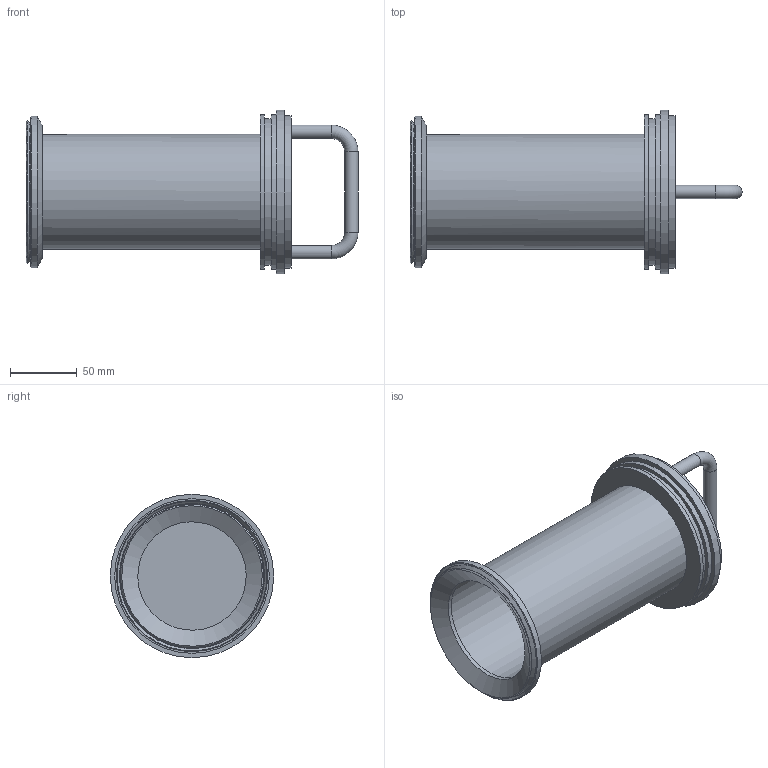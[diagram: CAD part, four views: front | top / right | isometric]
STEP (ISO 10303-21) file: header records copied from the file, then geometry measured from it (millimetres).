
FILE_DESCRIPTION((''),'2;1');
FILE_NAME('60302080X300.stp','2010-10-29T10:51:05',('Creator'),(''),'Autodesk Inventor 2010','Autodesk Inventor 2010','');
FILE_SCHEMA(('AUTOMOTIVE_DESIGN { 1 0 10303 214 1 1 1 1 }'));
Length unit declared in the file: millimetre
Products named in the file (1): 60302080X300
Bounding box: 248 x 122 x 122 mm (x, y, z)
Volume: 355815.1 mm3; surface area: 141318 mm2
Topology: 1 solids, 1 shells, 32 faces, 55 edges, 33 vertices
Faces by surface type: cylinder 13, plane 10, cone 7, torus 2
Full cylindrical faces by diameter (mm): 10 x3, 81 x1, 82 x1, 83 x1, 86 x1, 109.7 x1, 113 x1, 114 x1, 115.5 x2, 122 x1
Entity records: 694 total; most frequent: DIRECTION 130, CARTESIAN_POINT 97, AXIS2_PLACEMENT_3D 65, ORIENTED_EDGE 64, EDGE_LOOP 64, VERTEX_POINT 32, CIRCLE 32, EDGE_CURVE 32
